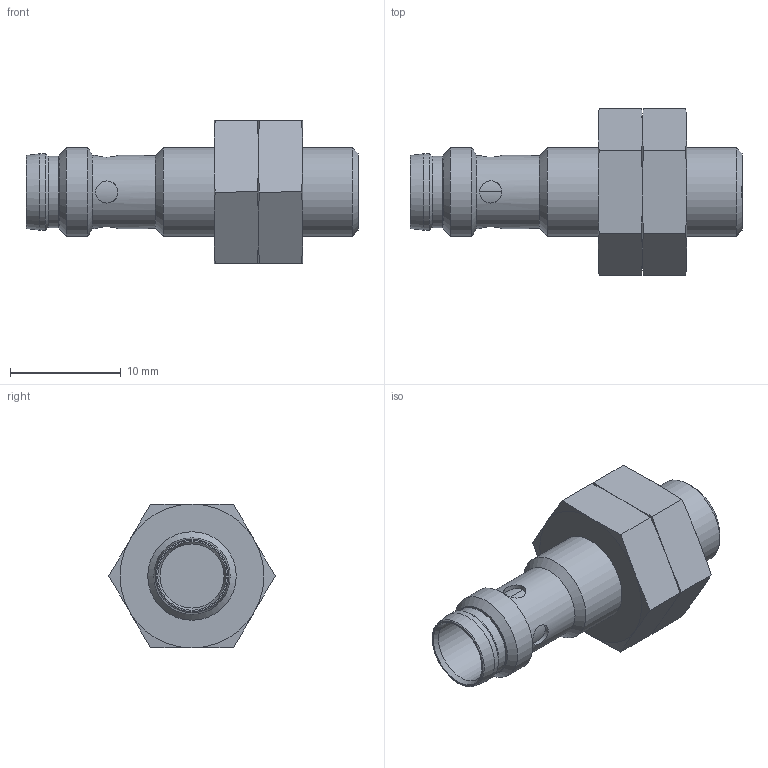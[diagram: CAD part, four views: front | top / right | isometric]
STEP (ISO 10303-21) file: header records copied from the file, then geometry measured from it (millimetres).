
FILE_DESCRIPTION(/* description */ ('Alibre Inc.'),/* implementation_level */ '2;1');
FILE_NAME(/* name */ 'export-E36291E7-6622-4E51-BBCE-8C89641988F2',/* time_stamp */ '2024-11-14T15:43:57+01:00',/* author */ (''),/* organization */ (''),/* preprocessor_version */ 'ST-DEVELOPER v17',/* originating_system */ 'Alibre',/* authorisation */ '');
FILE_SCHEMA (('AUTOMOTIVE_DESIGN'));
Length unit declared in the file: millimetre
Products named in the file (3): _IES215_P1; _IES215_P2; IES215
Bounding box: 30 x 15.01 x 13 mm (x, y, z)
Volume: 2069.6 mm3; surface area: 1866.4 mm2
Topology: 3 solids, 3 shells, 79 faces, 166 edges, 101 vertices
Faces by surface type: bspline 24, plane 23, cylinder 20, cone 11, torus 1
Full cylindrical faces by diameter (mm): 2 x4, 5.8 x1, 6.31 x1, 6.36 x1, 6.38 x1, 6.5 x1, 6.6 x1, 6.9 x1, 6.917 x2, 8 x2
Entity records: 1948 total; most frequent: CARTESIAN_POINT 800, ORIENTED_EDGE 230, DIRECTION 195, EDGE_CURVE 115, AXIS2_PLACEMENT_3D 90, VERTEX_POINT 71, EDGE_LOOP 66, FACE_BOUND 66
